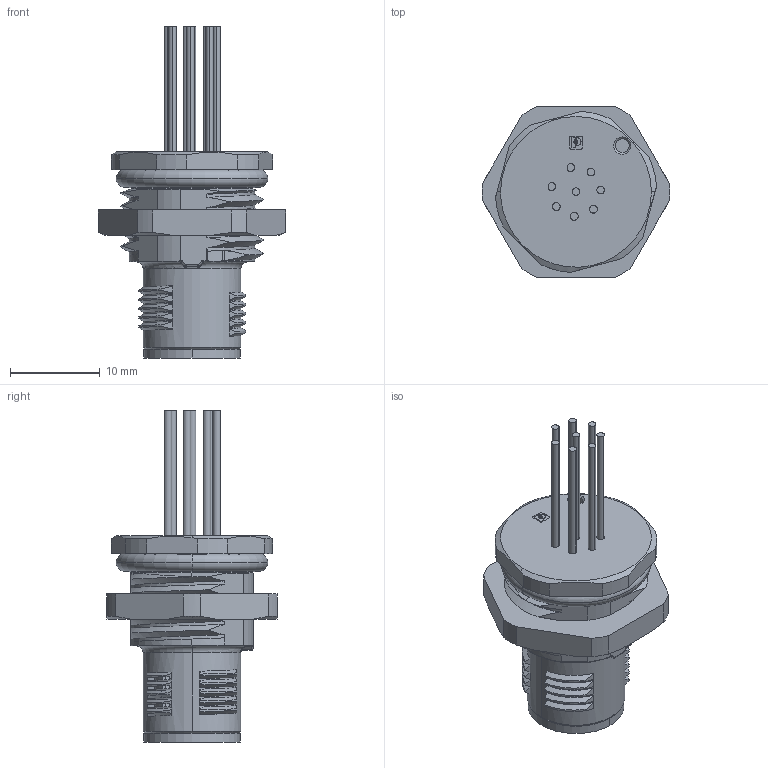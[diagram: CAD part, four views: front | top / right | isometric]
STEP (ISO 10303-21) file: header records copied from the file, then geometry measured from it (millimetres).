
FILE_DESCRIPTION(('HOOPS Exchange Step'),'2;1');
FILE_NAME('export-AEAD3E89-A24F-4792-A555-34FAC3045D14.stp','2021-02-03T20:49:04+01:00',('Engineering'),('Alibre'),'HOOPS Exchange 2020.1','Alibre','Unknown authorisation');
FILE_SCHEMA( ('AP242_MANAGED_MODEL_BASED_3D_ENGINEERING_MIM_LF {1 0 10303 442 1 1 4 }') );
Length unit declared in the file: millimetre
Products named in the file (1): 4635 M12 8 Pole Panel Mount MALE with 50cm wiring
Bounding box: 20.9 x 19 x 37 mm (x, y, z)
Volume: 3276.4 mm3; surface area: 2689.2 mm2
Topology: 1 solids, 17 shells, 895 faces, 2394 edges, 1558 vertices
Faces by surface type: plane 460, extrusion 179, cylinder 119, bspline 79, sphere 20, cone 19, torus 19
Entity records: 37173 total; most frequent: CARTESIAN_POINT 15790, ORIENTED_EDGE 4730, DIRECTION 3460, EDGE_CURVE 2365, VECTOR 1602, VERTEX_POINT 1558, LINE 1423, EDGE_LOOP 957
